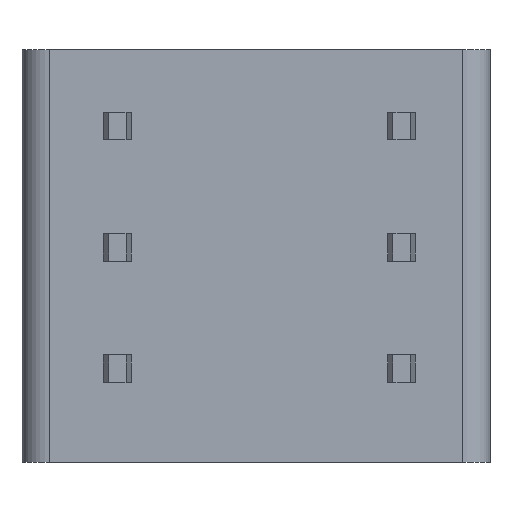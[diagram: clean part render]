
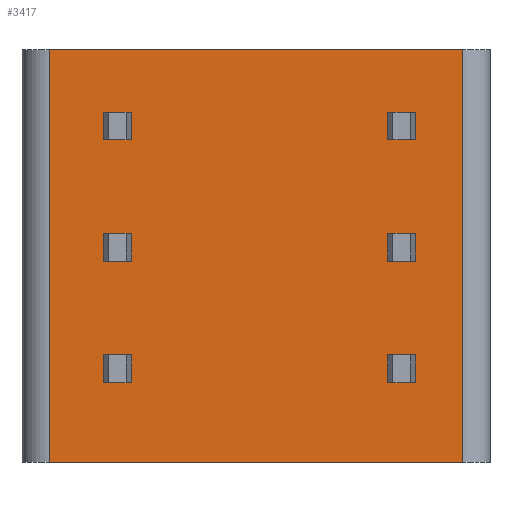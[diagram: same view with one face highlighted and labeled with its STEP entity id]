
A CAD part, front view. The second image highlights one B-rep face of the part: STEP entity #3417.
In plain terms, the highlighted planar face has unit normal (0, -1, 0).
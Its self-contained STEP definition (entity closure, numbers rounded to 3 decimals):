
#27=DIRECTION('',(1.,0.,0.));
#28=VECTOR('',#27,11.9);
#29=CARTESIAN_POINT('',(-5.95,-7.2,-10.15));
#30=LINE('',#29,#28);
#323=DIRECTION('',(0.,0.,-1.));
#324=VECTOR('',#323,11.9);
#325=CARTESIAN_POINT('',(-5.95,-7.2,1.75));
#326=LINE('',#325,#324);
#327=DIRECTION('',(0.,0.,-1.));
#328=VECTOR('',#327,11.9);
#329=CARTESIAN_POINT('',(5.95,-7.2,1.75));
#330=LINE('',#329,#328);
#331=DIRECTION('',(1.,0.,0.));
#332=VECTOR('',#331,0.8);
#333=CARTESIAN_POINT('',(-4.4,-7.2,-0.05));
#334=LINE('',#333,#332);
#335=DIRECTION('',(0.,0.,1.));
#336=VECTOR('',#335,0.8);
#337=CARTESIAN_POINT('',(-4.4,-7.2,-0.85));
#338=LINE('',#337,#336);
#339=DIRECTION('',(1.,0.,0.));
#340=VECTOR('',#339,0.8);
#341=CARTESIAN_POINT('',(-4.4,-7.2,-0.85));
#342=LINE('',#341,#340);
#343=DIRECTION('',(0.,0.,1.));
#344=VECTOR('',#343,0.8);
#345=CARTESIAN_POINT('',(-3.6,-7.2,-0.85));
#346=LINE('',#345,#344);
#347=DIRECTION('',(1.,0.,0.));
#348=VECTOR('',#347,0.8);
#349=CARTESIAN_POINT('',(3.8,-7.2,-0.05));
#350=LINE('',#349,#348);
#351=DIRECTION('',(0.,0.,1.));
#352=VECTOR('',#351,0.8);
#353=CARTESIAN_POINT('',(3.8,-7.2,-0.85));
#354=LINE('',#353,#352);
#355=DIRECTION('',(1.,0.,0.));
#356=VECTOR('',#355,0.8);
#357=CARTESIAN_POINT('',(3.8,-7.2,-0.85));
#358=LINE('',#357,#356);
#359=DIRECTION('',(0.,0.,1.));
#360=VECTOR('',#359,0.8);
#361=CARTESIAN_POINT('',(4.6,-7.2,-0.85));
#362=LINE('',#361,#360);
#363=DIRECTION('',(1.,0.,0.));
#364=VECTOR('',#363,0.8);
#365=CARTESIAN_POINT('',(-4.4,-7.2,-3.55));
#366=LINE('',#365,#364);
#367=DIRECTION('',(0.,0.,1.));
#368=VECTOR('',#367,0.8);
#369=CARTESIAN_POINT('',(-4.4,-7.2,-4.35));
#370=LINE('',#369,#368);
#371=DIRECTION('',(1.,0.,0.));
#372=VECTOR('',#371,0.8);
#373=CARTESIAN_POINT('',(-4.4,-7.2,-4.35));
#374=LINE('',#373,#372);
#375=DIRECTION('',(0.,0.,1.));
#376=VECTOR('',#375,0.8);
#377=CARTESIAN_POINT('',(-3.6,-7.2,-4.35));
#378=LINE('',#377,#376);
#379=DIRECTION('',(1.,0.,0.));
#380=VECTOR('',#379,0.8);
#381=CARTESIAN_POINT('',(3.8,-7.2,-3.55));
#382=LINE('',#381,#380);
#383=DIRECTION('',(0.,0.,1.));
#384=VECTOR('',#383,0.8);
#385=CARTESIAN_POINT('',(3.8,-7.2,-4.35));
#386=LINE('',#385,#384);
#387=DIRECTION('',(1.,0.,0.));
#388=VECTOR('',#387,0.8);
#389=CARTESIAN_POINT('',(3.8,-7.2,-4.35));
#390=LINE('',#389,#388);
#391=DIRECTION('',(0.,0.,1.));
#392=VECTOR('',#391,0.8);
#393=CARTESIAN_POINT('',(4.6,-7.2,-4.35));
#394=LINE('',#393,#392);
#395=DIRECTION('',(1.,0.,0.));
#396=VECTOR('',#395,0.8);
#397=CARTESIAN_POINT('',(-4.4,-7.2,-7.05));
#398=LINE('',#397,#396);
#399=DIRECTION('',(0.,0.,1.));
#400=VECTOR('',#399,0.8);
#401=CARTESIAN_POINT('',(-4.4,-7.2,-7.85));
#402=LINE('',#401,#400);
#403=DIRECTION('',(1.,0.,0.));
#404=VECTOR('',#403,0.8);
#405=CARTESIAN_POINT('',(-4.4,-7.2,-7.85));
#406=LINE('',#405,#404);
#407=DIRECTION('',(0.,0.,1.));
#408=VECTOR('',#407,0.8);
#409=CARTESIAN_POINT('',(-3.6,-7.2,-7.85));
#410=LINE('',#409,#408);
#411=DIRECTION('',(1.,0.,0.));
#412=VECTOR('',#411,0.8);
#413=CARTESIAN_POINT('',(3.8,-7.2,-7.05));
#414=LINE('',#413,#412);
#415=DIRECTION('',(0.,0.,1.));
#416=VECTOR('',#415,0.8);
#417=CARTESIAN_POINT('',(3.8,-7.2,-7.85));
#418=LINE('',#417,#416);
#419=DIRECTION('',(1.,0.,0.));
#420=VECTOR('',#419,0.8);
#421=CARTESIAN_POINT('',(3.8,-7.2,-7.85));
#422=LINE('',#421,#420);
#423=DIRECTION('',(0.,0.,1.));
#424=VECTOR('',#423,0.8);
#425=CARTESIAN_POINT('',(4.6,-7.2,-7.85));
#426=LINE('',#425,#424);
#506=DIRECTION('',(1.,0.,0.));
#507=VECTOR('',#506,11.9);
#508=CARTESIAN_POINT('',(-5.95,-7.2,1.75));
#509=LINE('',#508,#507);
#2507=CARTESIAN_POINT('',(-5.95,-7.2,-10.15));
#2509=VERTEX_POINT('',#2507);
#2513=CARTESIAN_POINT('',(-5.95,-7.2,1.75));
#2514=VERTEX_POINT('',#2513);
#2516=CARTESIAN_POINT('',(5.95,-7.2,-10.15));
#2518=VERTEX_POINT('',#2516);
#2519=CARTESIAN_POINT('',(5.95,-7.2,1.75));
#2520=VERTEX_POINT('',#2519);
#2637=CARTESIAN_POINT('',(-4.4,-7.2,-0.05));
#2638=CARTESIAN_POINT('',(-3.6,-7.2,-0.05));
#2639=VERTEX_POINT('',#2637);
#2640=VERTEX_POINT('',#2638);
#2641=CARTESIAN_POINT('',(3.8,-7.2,-0.05));
#2642=CARTESIAN_POINT('',(4.6,-7.2,-0.05));
#2643=VERTEX_POINT('',#2641);
#2644=VERTEX_POINT('',#2642);
#2645=CARTESIAN_POINT('',(-4.4,-7.2,-0.85));
#2646=CARTESIAN_POINT('',(-3.6,-7.2,-0.85));
#2647=VERTEX_POINT('',#2645);
#2648=VERTEX_POINT('',#2646);
#2649=CARTESIAN_POINT('',(3.8,-7.2,-0.85));
#2650=CARTESIAN_POINT('',(4.6,-7.2,-0.85));
#2651=VERTEX_POINT('',#2649);
#2652=VERTEX_POINT('',#2650);
#2653=CARTESIAN_POINT('',(-4.4,-7.2,-3.55));
#2654=CARTESIAN_POINT('',(-3.6,-7.2,-3.55));
#2655=VERTEX_POINT('',#2653);
#2656=VERTEX_POINT('',#2654);
#2657=CARTESIAN_POINT('',(3.8,-7.2,-3.55));
#2658=CARTESIAN_POINT('',(4.6,-7.2,-3.55));
#2659=VERTEX_POINT('',#2657);
#2660=VERTEX_POINT('',#2658);
#2661=CARTESIAN_POINT('',(-4.4,-7.2,-4.35));
#2662=CARTESIAN_POINT('',(-3.6,-7.2,-4.35));
#2663=VERTEX_POINT('',#2661);
#2664=VERTEX_POINT('',#2662);
#2665=CARTESIAN_POINT('',(3.8,-7.2,-4.35));
#2666=CARTESIAN_POINT('',(4.6,-7.2,-4.35));
#2667=VERTEX_POINT('',#2665);
#2668=VERTEX_POINT('',#2666);
#2669=CARTESIAN_POINT('',(-4.4,-7.2,-7.05));
#2670=CARTESIAN_POINT('',(-3.6,-7.2,-7.05));
#2671=VERTEX_POINT('',#2669);
#2672=VERTEX_POINT('',#2670);
#2673=CARTESIAN_POINT('',(3.8,-7.2,-7.05));
#2674=CARTESIAN_POINT('',(4.6,-7.2,-7.05));
#2675=VERTEX_POINT('',#2673);
#2676=VERTEX_POINT('',#2674);
#2677=CARTESIAN_POINT('',(-4.4,-7.2,-7.85));
#2678=CARTESIAN_POINT('',(-3.6,-7.2,-7.85));
#2679=VERTEX_POINT('',#2677);
#2680=VERTEX_POINT('',#2678);
#2681=CARTESIAN_POINT('',(3.8,-7.2,-7.85));
#2682=CARTESIAN_POINT('',(4.6,-7.2,-7.85));
#2683=VERTEX_POINT('',#2681);
#2684=VERTEX_POINT('',#2682);
#3344=CARTESIAN_POINT('',(-6.75,-7.2,-10.15));
#3345=DIRECTION('',(0.,-1.,0.));
#3346=DIRECTION('',(1.,0.,0.));
#3347=AXIS2_PLACEMENT_3D('',#3344,#3345,#3346);
#3348=PLANE('',#3347);
#3350=ORIENTED_EDGE('',*,*,#3349,.F.);
#3352=ORIENTED_EDGE('',*,*,#3351,.T.);
#3353=ORIENTED_EDGE('',*,*,#3336,.T.);
#3354=ORIENTED_EDGE('',*,*,#3116,.F.);
#3355=EDGE_LOOP('',(#3350,#3352,#3353,#3354));
#3356=FACE_OUTER_BOUND('',#3355,.F.);
#3358=ORIENTED_EDGE('',*,*,#3357,.F.);
#3360=ORIENTED_EDGE('',*,*,#3359,.F.);
#3362=ORIENTED_EDGE('',*,*,#3361,.T.);
#3364=ORIENTED_EDGE('',*,*,#3363,.T.);
#3365=EDGE_LOOP('',(#3358,#3360,#3362,#3364));
#3366=FACE_BOUND('',#3365,.F.);
#3368=ORIENTED_EDGE('',*,*,#3367,.F.);
#3370=ORIENTED_EDGE('',*,*,#3369,.F.);
#3372=ORIENTED_EDGE('',*,*,#3371,.T.);
#3374=ORIENTED_EDGE('',*,*,#3373,.T.);
#3375=EDGE_LOOP('',(#3368,#3370,#3372,#3374));
#3376=FACE_BOUND('',#3375,.F.);
#3378=ORIENTED_EDGE('',*,*,#3377,.F.);
#3380=ORIENTED_EDGE('',*,*,#3379,.F.);
#3382=ORIENTED_EDGE('',*,*,#3381,.T.);
#3384=ORIENTED_EDGE('',*,*,#3383,.T.);
#3385=EDGE_LOOP('',(#3378,#3380,#3382,#3384));
#3386=FACE_BOUND('',#3385,.F.);
#3388=ORIENTED_EDGE('',*,*,#3387,.F.);
#3390=ORIENTED_EDGE('',*,*,#3389,.F.);
#3392=ORIENTED_EDGE('',*,*,#3391,.T.);
#3394=ORIENTED_EDGE('',*,*,#3393,.T.);
#3395=EDGE_LOOP('',(#3388,#3390,#3392,#3394));
#3396=FACE_BOUND('',#3395,.F.);
#3398=ORIENTED_EDGE('',*,*,#3397,.F.);
#3400=ORIENTED_EDGE('',*,*,#3399,.F.);
#3402=ORIENTED_EDGE('',*,*,#3401,.T.);
#3404=ORIENTED_EDGE('',*,*,#3403,.T.);
#3405=EDGE_LOOP('',(#3398,#3400,#3402,#3404));
#3406=FACE_BOUND('',#3405,.F.);
#3408=ORIENTED_EDGE('',*,*,#3407,.F.);
#3410=ORIENTED_EDGE('',*,*,#3409,.F.);
#3412=ORIENTED_EDGE('',*,*,#3411,.T.);
#3414=ORIENTED_EDGE('',*,*,#3413,.T.);
#3415=EDGE_LOOP('',(#3408,#3410,#3412,#3414));
#3416=FACE_BOUND('',#3415,.F.);
#3116=EDGE_CURVE('',#2509,#2518,#30,.T.);
#3336=EDGE_CURVE('',#2520,#2518,#330,.T.);
#3349=EDGE_CURVE('',#2514,#2509,#326,.T.);
#3351=EDGE_CURVE('',#2514,#2520,#509,.T.);
#3357=EDGE_CURVE('',#2639,#2640,#334,.T.);
#3359=EDGE_CURVE('',#2647,#2639,#338,.T.);
#3361=EDGE_CURVE('',#2647,#2648,#342,.T.);
#3363=EDGE_CURVE('',#2648,#2640,#346,.T.);
#3367=EDGE_CURVE('',#2643,#2644,#350,.T.);
#3369=EDGE_CURVE('',#2651,#2643,#354,.T.);
#3371=EDGE_CURVE('',#2651,#2652,#358,.T.);
#3373=EDGE_CURVE('',#2652,#2644,#362,.T.);
#3377=EDGE_CURVE('',#2655,#2656,#366,.T.);
#3379=EDGE_CURVE('',#2663,#2655,#370,.T.);
#3381=EDGE_CURVE('',#2663,#2664,#374,.T.);
#3383=EDGE_CURVE('',#2664,#2656,#378,.T.);
#3387=EDGE_CURVE('',#2659,#2660,#382,.T.);
#3389=EDGE_CURVE('',#2667,#2659,#386,.T.);
#3391=EDGE_CURVE('',#2667,#2668,#390,.T.);
#3393=EDGE_CURVE('',#2668,#2660,#394,.T.);
#3397=EDGE_CURVE('',#2671,#2672,#398,.T.);
#3399=EDGE_CURVE('',#2679,#2671,#402,.T.);
#3401=EDGE_CURVE('',#2679,#2680,#406,.T.);
#3403=EDGE_CURVE('',#2680,#2672,#410,.T.);
#3407=EDGE_CURVE('',#2675,#2676,#414,.T.);
#3409=EDGE_CURVE('',#2683,#2675,#418,.T.);
#3411=EDGE_CURVE('',#2683,#2684,#422,.T.);
#3413=EDGE_CURVE('',#2684,#2676,#426,.T.);
#3417=ADVANCED_FACE('',(#3356,#3366,#3376,#3386,#3396,#3406,#3416),#3348,.T.);
